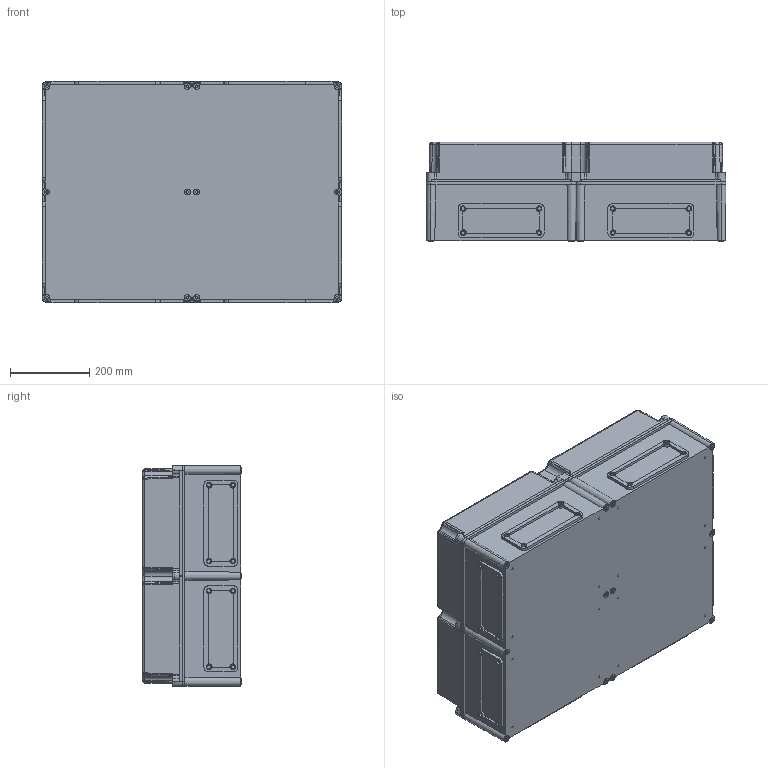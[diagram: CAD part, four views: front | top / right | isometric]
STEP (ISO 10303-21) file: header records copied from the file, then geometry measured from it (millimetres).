
FILE_DESCRIPTION((''),'2;1');
FILE_NAME('OS400D2FCC4B0_ASM','2018-02-27T',('FIMABER1'),(''),'CREO PARAMETRIC BY PTC INC, 2017170','CREO PARAMETRIC BY PTC INC, 2017170','');
FILE_SCHEMA(('CONFIG_CONTROL_DESIGN'));
Products named in the file (5): YMF-EKWH_OMA; YMF-EKW100-G_OMA; YKLW3782_OMA; OTKP567625_OMA_ASM; OS400D2FCC4B0_ASM
Assembly tree (4 placements, depth 3):
  OS400D2FCC4B0_ASM
    OTKP567625_OMA_ASM
      YMF-EKWH_OMA
      YMF-EKW100-G_OMA
      YKLW3782_OMA
Bounding box: 757 x 250.1 x 559 mm (x, y, z)
Volume: 5762756 mm3; surface area: 3138315.6 mm2
Topology: 3 solids, 3 shells, 1194 faces, 2958 edges, 1958 vertices
Faces by surface type: plane 504, cylinder 498, cone 84, bspline 80, torus 22, extrusion 6
Entity records: 62322 total; most frequent: CARTESIAN_POINT 14113, DIRECTION 6044, ORIENTED_EDGE 5916, PRESENTATION_STYLE_ASSIGNMENT 3831, STYLED_ITEM 2961, CURVE_STYLE 2958, EDGE_CURVE 2958, AXIS2_PLACEMENT_3D 2345
